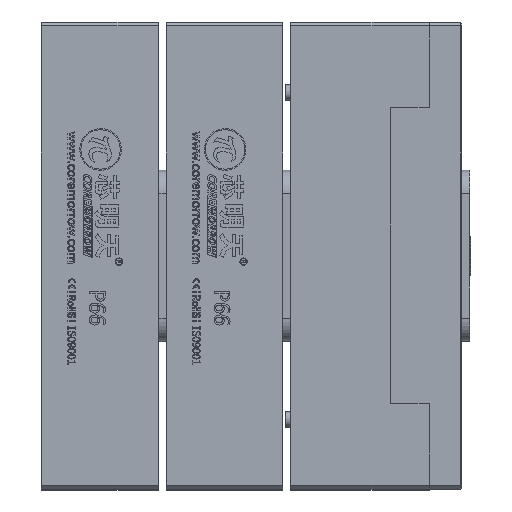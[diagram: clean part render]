
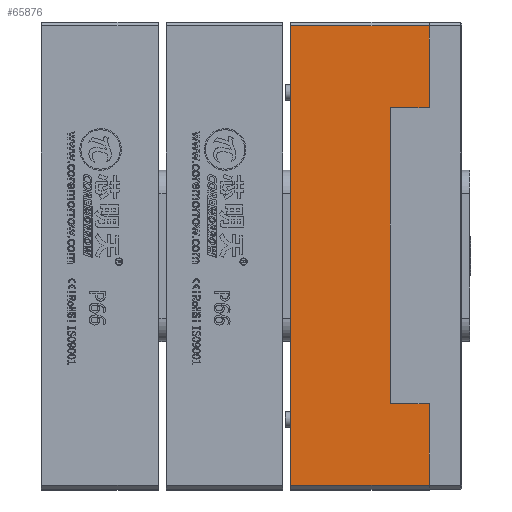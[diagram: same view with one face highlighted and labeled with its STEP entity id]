
A CAD part, top view. The second image highlights one B-rep face of the part: STEP entity #65876.
In plain terms, the highlighted face is planar.
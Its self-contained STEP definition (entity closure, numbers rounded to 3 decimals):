
#684 = CARTESIAN_POINT ( 'NONE',  ( -30., 30., 23. ) ) ;
#1251 = CARTESIAN_POINT ( 'NONE',  ( 19., 30., 17.8 ) ) ;
#1516 = ORIENTED_EDGE ( 'NONE', *, *, #84462, .T. ) ;
#4247 = DIRECTION ( 'NONE',  ( -1., 0., 0. ) ) ;
#4540 = CARTESIAN_POINT ( 'NONE',  ( -29.5, 30., 23. ) ) ;
#4639 = DIRECTION ( 'NONE',  ( 0., 0., -1. ) ) ;
#4790 = ORIENTED_EDGE ( 'NONE', *, *, #22185, .T. ) ;
#4897 = CARTESIAN_POINT ( 'NONE',  ( 29.5, 30., 0. ) ) ;
#5362 = CARTESIAN_POINT ( 'NONE',  ( 19., 30., 23. ) ) ;
#5569 = CARTESIAN_POINT ( 'NONE',  ( 29.5, 30., 23. ) ) ;
#5592 = VECTOR ( 'NONE', #116879, 1000. ) ;
#6164 = CARTESIAN_POINT ( 'NONE',  ( -29.5, 30., 17.8 ) ) ;
#6230 = VERTEX_POINT ( 'NONE', #85341 ) ;
#11698 = VERTEX_POINT ( 'NONE', #56583 ) ;
#11712 = CARTESIAN_POINT ( 'NONE',  ( -19., 30., 12.8 ) ) ;
#13163 = LINE ( 'NONE', #4540, #60568 ) ;
#15547 = DIRECTION ( 'NONE',  ( 0., 0., 1. ) ) ;
#18832 = EDGE_LOOP ( 'NONE', ( #40705, #53018, #52720, #74570, #63383, #111679, #4790, #1516 ) ) ;
#19431 = DIRECTION ( 'NONE',  ( -1., 0., 0. ) ) ;
#21708 = VECTOR ( 'NONE', #54724, 1000. ) ;
#22185 = EDGE_CURVE ( 'NONE', #118220, #11698, #79041, .T. ) ;
#22917 = LINE ( 'NONE', #5569, #5592 ) ;
#23954 = EDGE_CURVE ( 'NONE', #92586, #79676, #116676, .T. ) ;
#32401 = PLANE ( 'NONE',  #37034 ) ;
#33902 = CARTESIAN_POINT ( 'NONE',  ( -30., 30., 17.8 ) ) ;
#36035 = VECTOR ( 'NONE', #4247, 1000. ) ;
#37034 = AXIS2_PLACEMENT_3D ( 'NONE', #684, #42626, #113277 ) ;
#40705 = ORIENTED_EDGE ( 'NONE', *, *, #103116, .F. ) ;
#42626 = DIRECTION ( 'NONE',  ( 0., -1., 0. ) ) ;
#45800 = EDGE_CURVE ( 'NONE', #6230, #49008, #22917, .T. ) ;
#49008 = VERTEX_POINT ( 'NONE', #4897 ) ;
#51877 = VECTOR ( 'NONE', #19431, 1000. ) ;
#52183 = VECTOR ( 'NONE', #59320, 1000. ) ;
#52720 = ORIENTED_EDGE ( 'NONE', *, *, #124940, .T. ) ;
#53018 = ORIENTED_EDGE ( 'NONE', *, *, #45800, .T. ) ;
#54724 = DIRECTION ( 'NONE',  ( -1., 0., 0. ) ) ;
#56583 = CARTESIAN_POINT ( 'NONE',  ( 19., 30., 12.8 ) ) ;
#59320 = DIRECTION ( 'NONE',  ( 1., 0., 0. ) ) ;
#60568 = VECTOR ( 'NONE', #75654, 1000. ) ;
#63383 = ORIENTED_EDGE ( 'NONE', *, *, #23954, .F. ) ;
#65876 = ADVANCED_FACE ( 'NONE', ( #100131 ), #32401, .F. ) ;
#69792 = CARTESIAN_POINT ( 'NONE',  ( -30., 30., 0. ) ) ;
#70666 = VERTEX_POINT ( 'NONE', #121349 ) ;
#73716 = CARTESIAN_POINT ( 'NONE',  ( -19., 30., 17.8 ) ) ;
#74570 = ORIENTED_EDGE ( 'NONE', *, *, #93488, .T. ) ;
#75654 = DIRECTION ( 'NONE',  ( 0., 0., 1. ) ) ;
#79041 = LINE ( 'NONE', #119860, #52183 ) ;
#79676 = VERTEX_POINT ( 'NONE', #6164 ) ;
#81197 = VERTEX_POINT ( 'NONE', #1251 ) ;
#84462 = EDGE_CURVE ( 'NONE', #11698, #81197, #120672, .T. ) ;
#85019 = LINE ( 'NONE', #69792, #51877 ) ;
#85341 = CARTESIAN_POINT ( 'NONE',  ( 29.5, 30., 17.8 ) ) ;
#86260 = EDGE_CURVE ( 'NONE', #92586, #118220, #104570, .T. ) ;
#90606 = VECTOR ( 'NONE', #15547, 1000. ) ;
#92586 = VERTEX_POINT ( 'NONE', #73716 ) ;
#93488 = EDGE_CURVE ( 'NONE', #70666, #79676, #13163, .T. ) ;
#100131 = FACE_OUTER_BOUND ( 'NONE', #18832, .T. ) ;
#101390 = VECTOR ( 'NONE', #4639, 1000. ) ;
#102330 = LINE ( 'NONE', #33902, #21708 ) ;
#103116 = EDGE_CURVE ( 'NONE', #6230, #81197, #102330, .T. ) ;
#104570 = LINE ( 'NONE', #125641, #101390 ) ;
#111679 = ORIENTED_EDGE ( 'NONE', *, *, #86260, .T. ) ;
#113277 = DIRECTION ( 'NONE',  ( 0., 0., -1. ) ) ;
#115147 = CARTESIAN_POINT ( 'NONE',  ( -30., 30., 17.8 ) ) ;
#116676 = LINE ( 'NONE', #115147, #36035 ) ;
#116879 = DIRECTION ( 'NONE',  ( 0., 0., -1. ) ) ;
#118220 = VERTEX_POINT ( 'NONE', #11712 ) ;
#119860 = CARTESIAN_POINT ( 'NONE',  ( -30., 30., 12.8 ) ) ;
#120672 = LINE ( 'NONE', #5362, #90606 ) ;
#121349 = CARTESIAN_POINT ( 'NONE',  ( -29.5, 30., 0. ) ) ;
#124940 = EDGE_CURVE ( 'NONE', #49008, #70666, #85019, .T. ) ;
#125641 = CARTESIAN_POINT ( 'NONE',  ( -19., 30., 23. ) ) ;
